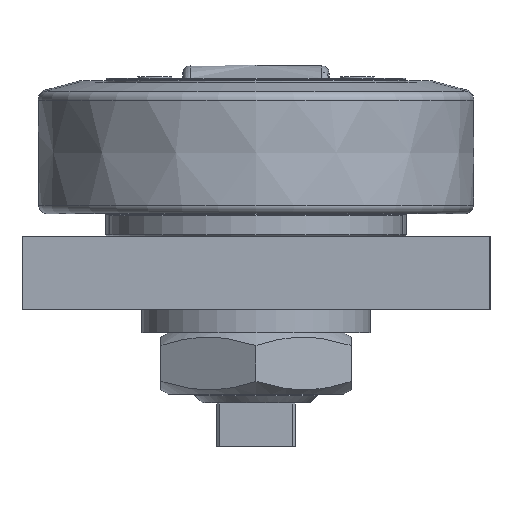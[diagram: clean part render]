
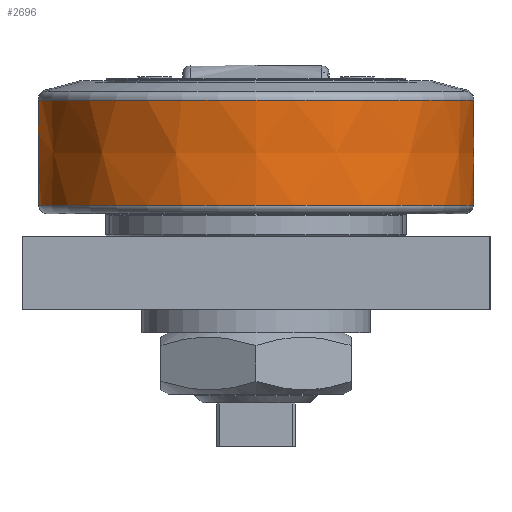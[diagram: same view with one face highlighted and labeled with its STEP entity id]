
A CAD part, left-side view. The second image highlights one B-rep face of the part: STEP entity #2696.
In plain terms, the highlighted free-form (B-spline) face has degree [2, 2] with [3, 9] control points.
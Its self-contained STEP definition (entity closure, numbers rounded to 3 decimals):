
#28=(
BOUNDED_SURFACE()
B_SPLINE_SURFACE(2,2,((#4565,#4566,#4567,#4568,#4569,#4570,#4571,#4572,
#4573),(#4574,#4575,#4576,#4577,#4578,#4579,#4580,#4581,#4582),(#4583,#4584,
#4585,#4586,#4587,#4588,#4589,#4590,#4591)),.UNSPECIFIED.,.F.,.T.,.F.)
B_SPLINE_SURFACE_WITH_KNOTS((3,3),(3,2,2,2,3),(-0.013,0.011),
(-3.142,-1.571,0.,1.571,3.142),
 .UNSPECIFIED.)
GEOMETRIC_REPRESENTATION_ITEM()
RATIONAL_B_SPLINE_SURFACE(((1.,0.707,1.,0.707,1.,
0.707,1.,0.707,1.),(1.,0.707,
1.,0.707,1.,0.707,1.,
0.707,1.),(1.,0.707,1.,0.707,
1.,0.707,1.,0.707,1.)))
REPRESENTATION_ITEM('')
SURFACE()
);
#217=CIRCLE('',#2960,74.411);
#218=CIRCLE('',#2961,74.411);
#220=CIRCLE('',#2963,1500.);
#221=CIRCLE('',#2964,74.373);
#222=CIRCLE('',#2965,74.373);
#386=FACE_OUTER_BOUND('',#573,.T.);
#573=EDGE_LOOP('',(#2277,#2278,#2279,#2280,#2281,#2282));
#1275=VERTEX_POINT('',#4559);
#1276=VERTEX_POINT('',#4561);
#1277=VERTEX_POINT('',#4592);
#1278=VERTEX_POINT('',#4594);
#1622=EDGE_CURVE('',#1275,#1276,#217,.T.);
#1623=EDGE_CURVE('',#1276,#1275,#218,.T.);
#1625=EDGE_CURVE('',#1275,#1277,#220,.T.);
#1626=EDGE_CURVE('',#1278,#1277,#221,.T.);
#1627=EDGE_CURVE('',#1277,#1278,#222,.T.);
#2277=ORIENTED_EDGE('',*,*,#1623,.F.);
#2278=ORIENTED_EDGE('',*,*,#1622,.F.);
#2279=ORIENTED_EDGE('',*,*,#1625,.T.);
#2280=ORIENTED_EDGE('',*,*,#1626,.F.);
#2281=ORIENTED_EDGE('',*,*,#1627,.F.);
#2282=ORIENTED_EDGE('',*,*,#1625,.F.);
#2696=ADVANCED_FACE('',(#386),#28,.F.);
#2960=AXIS2_PLACEMENT_3D('',#4562,#3645,#3646);
#2961=AXIS2_PLACEMENT_3D('',#4563,#3647,#3648);
#2963=AXIS2_PLACEMENT_3D('',#4593,#3651,#3652);
#2964=AXIS2_PLACEMENT_3D('',#4595,#3653,#3654);
#2965=AXIS2_PLACEMENT_3D('',#4596,#3655,#3656);
#3645=DIRECTION('center_axis',(0.,0.,
1.));
#3646=DIRECTION('ref_axis',(-1.,0.,0.));
#3647=DIRECTION('center_axis',(0.,0.,
1.));
#3648=DIRECTION('ref_axis',(-1.,0.,0.));
#3651=DIRECTION('center_axis',(-1.,0.,0.));
#3652=DIRECTION('ref_axis',(0.,1.,0.));
#3653=DIRECTION('center_axis',(0.,0.,
-1.));
#3654=DIRECTION('ref_axis',(-1.,0.,0.));
#3655=DIRECTION('center_axis',(0.,0.,
-1.));
#3656=DIRECTION('ref_axis',(-1.,0.,0.));
#4559=CARTESIAN_POINT('',(-102.508,69.83,36.707));
#4561=CARTESIAN_POINT('',(-28.097,-4.581,36.707));
#4562=CARTESIAN_POINT('Origin',(-102.508,-4.581,36.707));
#4563=CARTESIAN_POINT('Origin',(-102.508,-4.581,36.707));
#4565=CARTESIAN_POINT('Ctrl Pts',(-102.508,69.792,0.799));
#4566=CARTESIAN_POINT('Ctrl Pts',(-176.881,69.792,0.799));
#4567=CARTESIAN_POINT('Ctrl Pts',(-176.881,-4.581,0.799));
#4568=CARTESIAN_POINT('Ctrl Pts',(-176.881,-78.953,0.799));
#4569=CARTESIAN_POINT('Ctrl Pts',(-102.508,-78.953,0.799));
#4570=CARTESIAN_POINT('Ctrl Pts',(-28.135,-78.953,0.799));
#4571=CARTESIAN_POINT('Ctrl Pts',(-28.135,-4.581,0.799));
#4572=CARTESIAN_POINT('Ctrl Pts',(-28.135,69.792,0.799));
#4573=CARTESIAN_POINT('Ctrl Pts',(-102.508,69.792,0.799));
#4574=CARTESIAN_POINT('Ctrl Pts',(-102.508,70.026,18.753));
#4575=CARTESIAN_POINT('Ctrl Pts',(-177.115,70.026,18.753));
#4576=CARTESIAN_POINT('Ctrl Pts',(-177.115,-4.581,18.753));
#4577=CARTESIAN_POINT('Ctrl Pts',(-177.115,-79.187,18.753));
#4578=CARTESIAN_POINT('Ctrl Pts',(-102.508,-79.187,18.753));
#4579=CARTESIAN_POINT('Ctrl Pts',(-27.901,-79.187,18.753));
#4580=CARTESIAN_POINT('Ctrl Pts',(-27.901,-4.581,18.753));
#4581=CARTESIAN_POINT('Ctrl Pts',(-27.901,70.026,18.753));
#4582=CARTESIAN_POINT('Ctrl Pts',(-102.508,70.026,18.753));
#4583=CARTESIAN_POINT('Ctrl Pts',(-102.508,69.83,36.707));
#4584=CARTESIAN_POINT('Ctrl Pts',(-176.919,69.83,36.707));
#4585=CARTESIAN_POINT('Ctrl Pts',(-176.919,-4.581,36.707));
#4586=CARTESIAN_POINT('Ctrl Pts',(-176.919,-78.991,36.707));
#4587=CARTESIAN_POINT('Ctrl Pts',(-102.508,-78.991,36.707));
#4588=CARTESIAN_POINT('Ctrl Pts',(-28.097,-78.991,36.707));
#4589=CARTESIAN_POINT('Ctrl Pts',(-28.097,-4.581,36.707));
#4590=CARTESIAN_POINT('Ctrl Pts',(-28.097,69.83,36.707));
#4591=CARTESIAN_POINT('Ctrl Pts',(-102.508,69.83,36.707));
#4592=CARTESIAN_POINT('',(-102.508,69.792,0.799));
#4593=CARTESIAN_POINT('Origin',(-102.508,-1430.081,20.338));
#4594=CARTESIAN_POINT('',(-28.135,-4.581,0.799));
#4595=CARTESIAN_POINT('Origin',(-102.508,-4.581,0.799));
#4596=CARTESIAN_POINT('Origin',(-102.508,-4.581,0.799));
